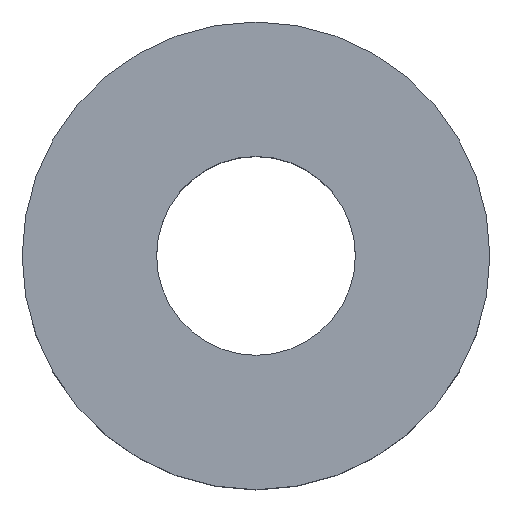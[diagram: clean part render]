
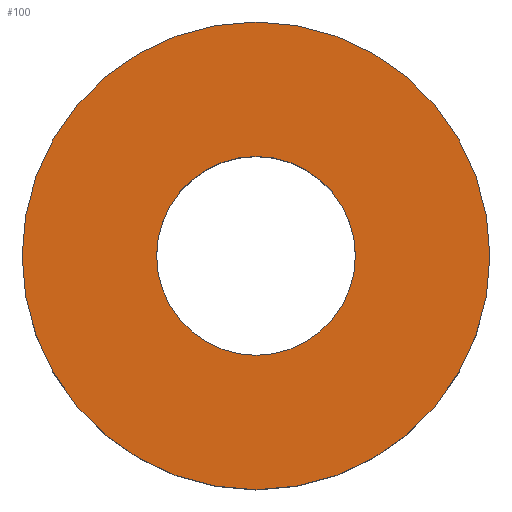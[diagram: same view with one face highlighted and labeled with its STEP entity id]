
A CAD part, top view. The second image highlights one B-rep face of the part: STEP entity #100.
In plain terms, the highlighted planar face has unit normal (0, 0, 1).
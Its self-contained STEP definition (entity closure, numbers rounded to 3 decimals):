
#9 = PLANE ( 'NONE',  #181 ) ;
#13 = EDGE_CURVE ( 'NONE', #169, #111, #36, .T. ) ;
#20 = EDGE_CURVE ( 'NONE', #213, #34, #125, .T. ) ;
#28 = ORIENTED_EDGE ( 'NONE', *, *, #13, .F. ) ;
#33 = ORIENTED_EDGE ( 'NONE', *, *, #20, .T. ) ;
#34 = VERTEX_POINT ( 'NONE', #117 ) ;
#36 = CIRCLE ( 'NONE', #225, 1.7 ) ;
#43 = EDGE_CURVE ( 'NONE', #111, #169, #226, .T. ) ;
#50 = CARTESIAN_POINT ( 'NONE',  ( 0., 0., 2.5 ) ) ;
#62 = EDGE_LOOP ( 'NONE', ( #218, #28 ) ) ;
#75 = CARTESIAN_POINT ( 'NONE',  ( 1.7, 0., 2.5 ) ) ;
#77 = CIRCLE ( 'NONE', #210, 4. ) ;
#83 = EDGE_CURVE ( 'NONE', #34, #213, #77, .T. ) ;
#91 = DIRECTION ( 'NONE',  ( 1., 0., 0. ) ) ;
#100 = ADVANCED_FACE ( 'NONE', ( #192, #123 ), #9, .T. ) ;
#111 = VERTEX_POINT ( 'NONE', #180 ) ;
#117 = CARTESIAN_POINT ( 'NONE',  ( -4., 0., 2.5 ) ) ;
#119 = DIRECTION ( 'NONE',  ( 0., 0., 1. ) ) ;
#122 = CARTESIAN_POINT ( 'NONE',  ( 0., 0., 2.5 ) ) ;
#123 = FACE_BOUND ( 'NONE', #62, .T. ) ;
#125 = CIRCLE ( 'NONE', #221, 4. ) ;
#126 = DIRECTION ( 'NONE',  ( 1., 0., 0. ) ) ;
#127 = DIRECTION ( 'NONE',  ( 1., 0., 0. ) ) ;
#128 = CARTESIAN_POINT ( 'NONE',  ( 0., 0., 2.5 ) ) ;
#133 = DIRECTION ( 'NONE',  ( 0., 0., 1. ) ) ;
#134 = CARTESIAN_POINT ( 'NONE',  ( 0., 0., 2.5 ) ) ;
#136 = DIRECTION ( 'NONE',  ( 0., 0., 1. ) ) ;
#138 = DIRECTION ( 'NONE',  ( 0., 0., 1. ) ) ;
#142 = DIRECTION ( 'NONE',  ( 0., 0., 1. ) ) ;
#149 = DIRECTION ( 'NONE',  ( 1., 0., 0. ) ) ;
#169 = VERTEX_POINT ( 'NONE', #75 ) ;
#173 = CARTESIAN_POINT ( 'NONE',  ( 0., 0., 2.5 ) ) ;
#179 = EDGE_LOOP ( 'NONE', ( #206, #33 ) ) ;
#180 = CARTESIAN_POINT ( 'NONE',  ( -1.7, 0., 2.5 ) ) ;
#181 = AXIS2_PLACEMENT_3D ( 'NONE', #122, #138, #149 ) ;
#185 = CARTESIAN_POINT ( 'NONE',  ( 4., 0., 2.5 ) ) ;
#192 = FACE_OUTER_BOUND ( 'NONE', #179, .T. ) ;
#206 = ORIENTED_EDGE ( 'NONE', *, *, #83, .T. ) ;
#210 = AXIS2_PLACEMENT_3D ( 'NONE', #134, #136, #217 ) ;
#213 = VERTEX_POINT ( 'NONE', #185 ) ;
#214 = AXIS2_PLACEMENT_3D ( 'NONE', #50, #142, #91 ) ;
#217 = DIRECTION ( 'NONE',  ( 1., 0., 0. ) ) ;
#218 = ORIENTED_EDGE ( 'NONE', *, *, #43, .F. ) ;
#221 = AXIS2_PLACEMENT_3D ( 'NONE', #128, #133, #127 ) ;
#225 = AXIS2_PLACEMENT_3D ( 'NONE', #173, #119, #126 ) ;
#226 = CIRCLE ( 'NONE', #214, 1.7 ) ;
